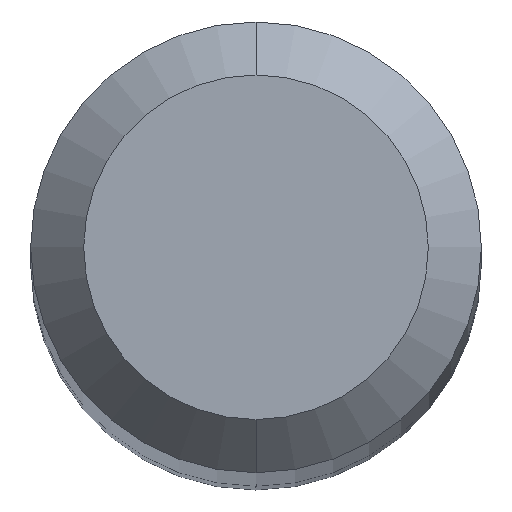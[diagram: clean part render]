
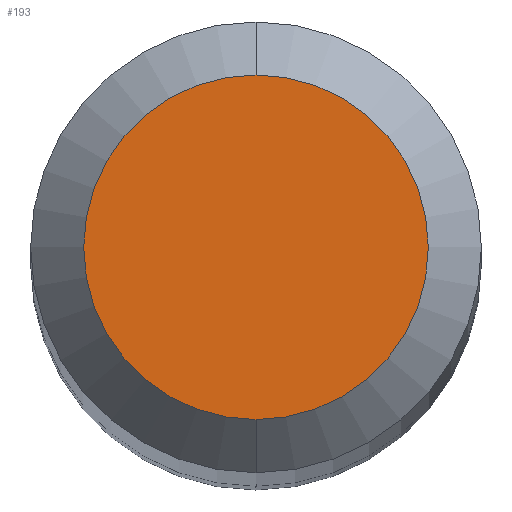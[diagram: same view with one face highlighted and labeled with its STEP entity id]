
A CAD part, top view. The second image highlights one B-rep face of the part: STEP entity #193.
In plain terms, the highlighted planar face has unit normal (0, 0, 1).
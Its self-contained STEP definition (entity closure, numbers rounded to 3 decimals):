
#1 = CIRCLE ( 'NONE', #184, 0.65 ) ;
#12 = CARTESIAN_POINT ( 'NONE',  ( 0., -0.65, 38. ) ) ;
#35 = CARTESIAN_POINT ( 'NONE',  ( 0., 0., 38. ) ) ;
#60 = DIRECTION ( 'NONE',  ( 0., 0., -1. ) ) ;
#61 = FACE_OUTER_BOUND ( 'NONE', #206, .T. ) ;
#66 = CARTESIAN_POINT ( 'NONE',  ( 0., 0., 38. ) ) ;
#67 = ORIENTED_EDGE ( 'NONE', *, *, #333, .F. ) ;
#90 = DIRECTION ( 'NONE',  ( 0., 1., 0. ) ) ;
#107 = DIRECTION ( 'NONE',  ( 0., 1., 0. ) ) ;
#125 = AXIS2_PLACEMENT_3D ( 'NONE', #66, #196, #90 ) ;
#158 = DIRECTION ( 'NONE',  ( 0., 1., 0. ) ) ;
#160 = CARTESIAN_POINT ( 'NONE',  ( 0., 0.65, 38. ) ) ;
#184 = AXIS2_PLACEMENT_3D ( 'NONE', #35, #60, #158 ) ;
#193 = ADVANCED_FACE ( 'NONE', ( #61 ), #295, .F. ) ;
#196 = DIRECTION ( 'NONE',  ( 0., 0., -1. ) ) ;
#206 = EDGE_LOOP ( 'NONE', ( #330, #67 ) ) ;
#216 = CARTESIAN_POINT ( 'NONE',  ( 0., 0., 38. ) ) ;
#232 = VERTEX_POINT ( 'NONE', #160 ) ;
#235 = AXIS2_PLACEMENT_3D ( 'NONE', #216, #242, #107 ) ;
#242 = DIRECTION ( 'NONE',  ( 0., 0., -1. ) ) ;
#276 = EDGE_CURVE ( 'NONE', #232, #312, #1, .T. ) ;
#286 = CIRCLE ( 'NONE', #125, 0.65 ) ;
#295 = PLANE ( 'NONE',  #235 ) ;
#312 = VERTEX_POINT ( 'NONE', #12 ) ;
#330 = ORIENTED_EDGE ( 'NONE', *, *, #276, .F. ) ;
#333 = EDGE_CURVE ( 'NONE', #312, #232, #286, .T. ) ;
